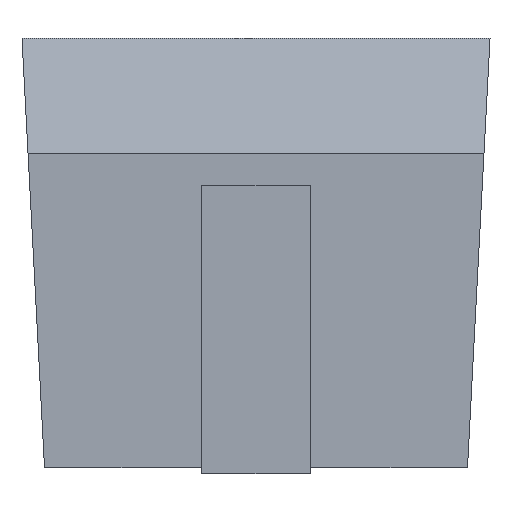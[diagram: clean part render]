
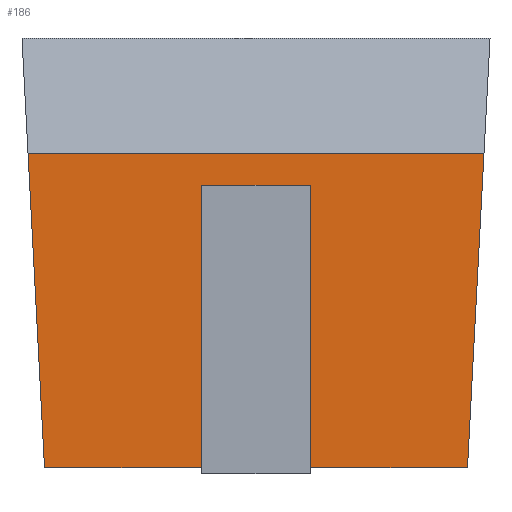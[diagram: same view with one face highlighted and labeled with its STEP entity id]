
A CAD part, left-side view. The second image highlights one B-rep face of the part: STEP entity #186.
In plain terms, the highlighted planar face has unit normal (-1, 0, 0).
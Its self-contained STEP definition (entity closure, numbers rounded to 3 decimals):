
#7 = VECTOR ( 'NONE', #292, 1000. ) ;
#14 = VECTOR ( 'NONE', #329, 1000. ) ;
#19 = EDGE_CURVE ( 'NONE', #141, #569, #922, .T. ) ;
#30 = CARTESIAN_POINT ( 'NONE',  ( -6.75, -0.85, 0.1 ) ) ;
#44 = CARTESIAN_POINT ( 'NONE',  ( -6.75, -3.556, 5. ) ) ;
#89 = LINE ( 'NONE', #379, #454 ) ;
#91 = VERTEX_POINT ( 'NONE', #564 ) ;
#99 = DIRECTION ( 'NONE',  ( 1., 0., 0. ) ) ;
#101 = ORIENTED_EDGE ( 'NONE', *, *, #188, .T. ) ;
#112 = CARTESIAN_POINT ( 'NONE',  ( -6.75, -0.85, 0.1 ) ) ;
#113 = VECTOR ( 'NONE', #481, 1000. ) ;
#117 = VERTEX_POINT ( 'NONE', #261 ) ;
#134 = CARTESIAN_POINT ( 'NONE',  ( -6.75, 0.85, 0.1 ) ) ;
#138 = VECTOR ( 'NONE', #552, 1000. ) ;
#141 = VERTEX_POINT ( 'NONE', #566 ) ;
#143 = VERTEX_POINT ( 'NONE', #44 ) ;
#172 = CARTESIAN_POINT ( 'NONE',  ( -6.75, 3.65, 0.1 ) ) ;
#186 = ADVANCED_FACE ( 'NONE', ( #413 ), #842, .F. ) ;
#188 = EDGE_CURVE ( 'NONE', #236, #91, #871, .T. ) ;
#216 = DIRECTION ( 'NONE',  ( 0., 0., 1. ) ) ;
#236 = VERTEX_POINT ( 'NONE', #421 ) ;
#242 = VECTOR ( 'NONE', #265, 1000. ) ;
#250 = EDGE_CURVE ( 'NONE', #889, #91, #343, .T. ) ;
#255 = VECTOR ( 'NONE', #216, 1000. ) ;
#261 = CARTESIAN_POINT ( 'NONE',  ( -6.75, 3.556, 5. ) ) ;
#264 = LINE ( 'NONE', #342, #242 ) ;
#265 = DIRECTION ( 'NONE',  ( 0., 0.052, -0.999 ) ) ;
#272 = ORIENTED_EDGE ( 'NONE', *, *, #393, .T. ) ;
#292 = DIRECTION ( 'NONE',  ( 0., -1., 0. ) ) ;
#299 = EDGE_LOOP ( 'NONE', ( #539, #874, #101, #772, #613, #310, #272, #961 ) ) ;
#301 = CARTESIAN_POINT ( 'NONE',  ( -6.75, 3.65, 0.1 ) ) ;
#310 = ORIENTED_EDGE ( 'NONE', *, *, #863, .F. ) ;
#325 = CARTESIAN_POINT ( 'NONE',  ( -6.75, 0.85, 0.1 ) ) ;
#329 = DIRECTION ( 'NONE',  ( 0., -0.052, -0.999 ) ) ;
#331 = VECTOR ( 'NONE', #547, 1000. ) ;
#342 = CARTESIAN_POINT ( 'NONE',  ( -6.75, -3.65, 6.8 ) ) ;
#343 = LINE ( 'NONE', #30, #138 ) ;
#379 = CARTESIAN_POINT ( 'NONE',  ( -6.75, 3.65, 5. ) ) ;
#393 = EDGE_CURVE ( 'NONE', #143, #117, #89, .T. ) ;
#413 = FACE_OUTER_BOUND ( 'NONE', #299, .T. ) ;
#421 = CARTESIAN_POINT ( 'NONE',  ( -6.75, 0.85, 4.5 ) ) ;
#438 = EDGE_CURVE ( 'NONE', #889, #934, #514, .T. ) ;
#453 = LINE ( 'NONE', #759, #14 ) ;
#454 = VECTOR ( 'NONE', #656, 1000. ) ;
#464 = EDGE_CURVE ( 'NONE', #569, #236, #753, .T. ) ;
#481 = DIRECTION ( 'NONE',  ( 0., -1., 0. ) ) ;
#514 = LINE ( 'NONE', #301, #7 ) ;
#539 = ORIENTED_EDGE ( 'NONE', *, *, #19, .T. ) ;
#547 = DIRECTION ( 'NONE',  ( 0., -1., 0. ) ) ;
#552 = DIRECTION ( 'NONE',  ( 0., 0., 1. ) ) ;
#559 = CARTESIAN_POINT ( 'NONE',  ( -6.75, 3.65, 28.947 ) ) ;
#564 = CARTESIAN_POINT ( 'NONE',  ( -6.75, -0.85, 4.5 ) ) ;
#566 = CARTESIAN_POINT ( 'NONE',  ( -6.75, 3.299, 0.1 ) ) ;
#569 = VERTEX_POINT ( 'NONE', #325 ) ;
#574 = EDGE_CURVE ( 'NONE', #117, #141, #453, .T. ) ;
#613 = ORIENTED_EDGE ( 'NONE', *, *, #438, .T. ) ;
#656 = DIRECTION ( 'NONE',  ( 0., 1., 0. ) ) ;
#753 = LINE ( 'NONE', #134, #255 ) ;
#759 = CARTESIAN_POINT ( 'NONE',  ( -6.75, 4.808, 28.887 ) ) ;
#772 = ORIENTED_EDGE ( 'NONE', *, *, #250, .F. ) ;
#775 = CARTESIAN_POINT ( 'NONE',  ( -6.75, -3.299, 0.1 ) ) ;
#842 = PLANE ( 'NONE',  #862 ) ;
#848 = DIRECTION ( 'NONE',  ( 0., 1., 0. ) ) ;
#862 = AXIS2_PLACEMENT_3D ( 'NONE', #559, #99, #848 ) ;
#863 = EDGE_CURVE ( 'NONE', #143, #934, #264, .T. ) ;
#871 = LINE ( 'NONE', #935, #113 ) ;
#874 = ORIENTED_EDGE ( 'NONE', *, *, #464, .T. ) ;
#889 = VERTEX_POINT ( 'NONE', #112 ) ;
#922 = LINE ( 'NONE', #172, #331 ) ;
#934 = VERTEX_POINT ( 'NONE', #775 ) ;
#935 = CARTESIAN_POINT ( 'NONE',  ( -6.75, 0.85, 4.5 ) ) ;
#961 = ORIENTED_EDGE ( 'NONE', *, *, #574, .T. ) ;
